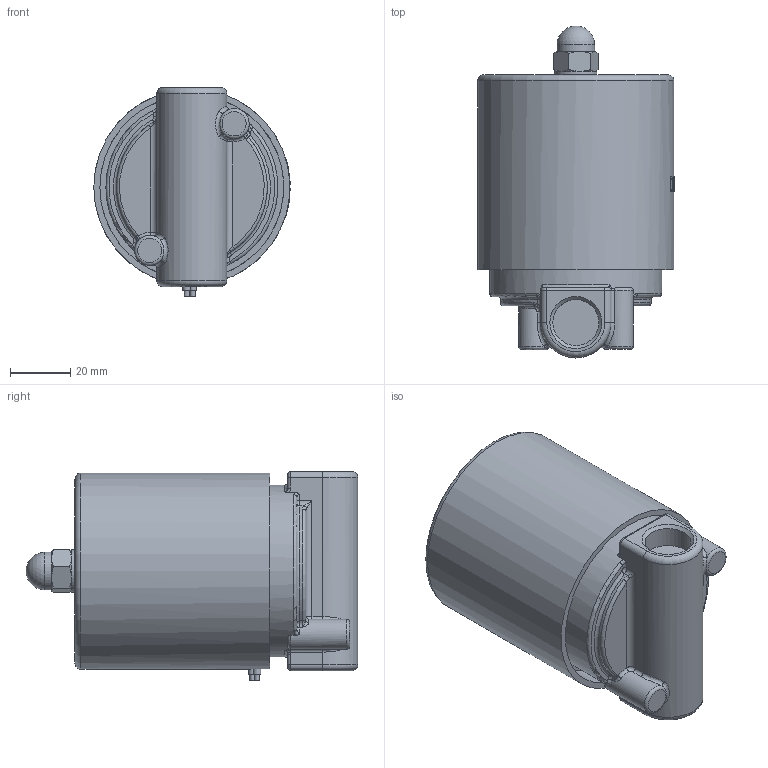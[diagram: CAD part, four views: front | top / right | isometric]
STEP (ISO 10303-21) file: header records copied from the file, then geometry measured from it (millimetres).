
FILE_DESCRIPTION(/* description */ (''),/* implementation_level */ '2;1');
FILE_NAME(/* name */ 'DN10_3D_STEP.stp',/* time_stamp */ '2025-07-20T20:59:42+03:00',/* author */ ('igorr'),/* organization */ (''),/* preprocessor_version */ 'ST-DEVELOPER v20',/* originating_system */ 'Autodesk Inventor 2025',/* authorisation */ '');
FILE_SCHEMA (('AUTOMOTIVE_DESIGN { 1 0 10303 214 3 1 1 }'));
Length unit declared in the file: millimetre
Products named in the file (4): Сборка1; Деталь1; AS 1237 - 8; CNS 4473 - M 8
Assembly tree (3 placements, depth 2):
  Сборка1
    Деталь1
    AS 1237 - 8
    CNS 4473 - M 8
Bounding box: 65.1 x 110 x 69.25 mm (x, y, z)
Volume: 264727.3 mm3; surface area: 30744.2 mm2
Topology: 3 solids, 3 shells, 233 faces, 568 edges, 349 vertices
Faces by surface type: plane 80, bspline 59, cylinder 56, torus 21, cone 16, sphere 1
Full cylindrical faces by diameter (mm): 1.7 x2, 6.647 x1, 8 x1, 8.4 x1, 12.5 x1, 14 x1, 15.25 x2, 57 x1, 61 x1, 65 x1
Entity records: 8767 total; most frequent: CARTESIAN_POINT 3252, ORIENTED_EDGE 1128, DIRECTION 1005, EDGE_CURVE 564, AXIS2_PLACEMENT_3D 406, VERTEX_POINT 349, EDGE_LOOP 253, FACE_OUTER_BOUND 233
